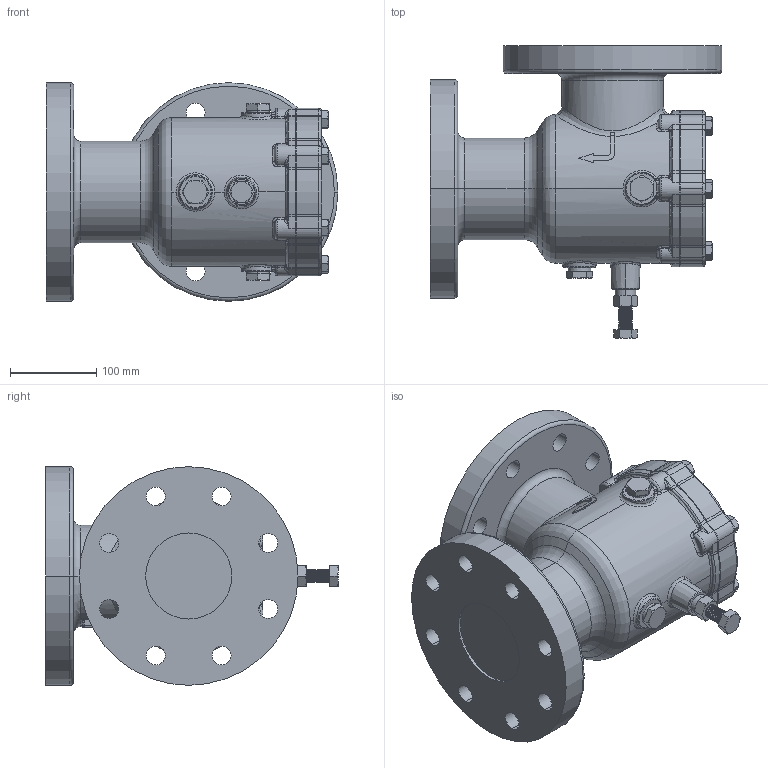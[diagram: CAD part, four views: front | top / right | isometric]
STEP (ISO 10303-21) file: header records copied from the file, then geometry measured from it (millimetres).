
FILE_DESCRIPTION (( 'STEP AP214' ), '1' );
FILE_NAME ('XSD-4in_4in-250Lb.STEP', '2017-09-18T19:11:22', ( '' ), ( '' ), 'SwSTEP 2.0', 'SolidWorks 2013', '' );
FILE_SCHEMA (( 'AUTOMOTIVE_DESIGN' ));
Length unit declared in the file: inch
Products named in the file (4): X2SD-4in_4in-250Lb; X1SD-4in_4in-250Lb; SD-4in_4in-250Lb; XSD-4in_4in-250Lb
Assembly tree (3 placements, depth 2):
  XSD-4in_4in-250Lb
    SD-4in_4in-250Lb
    X1SD-4in_4in-250Lb
    X2SD-4in_4in-250Lb
Bounding box: 339 x 339.61 x 254 mm (x, y, z)
Volume: 9391848 mm3; surface area: 512265.7 mm2
Topology: 3 solids, 5 shells, 775 faces, 1856 edges, 1083 vertices
Faces by surface type: cylinder 219, plane 198, cone 149, bspline 103, torus 98, sphere 8
Entity records: 43452 total; most frequent: CARTESIAN_POINT 16445, ORIENTED_EDGE 3648, DIRECTION 3452, EDGE_CURVE 1824, AXIS2_PLACEMENT_3D 1441, VERTEX_POINT 1083, EDGE_LOOP 831, DIMENSIONAL_EXPONENTS 777
